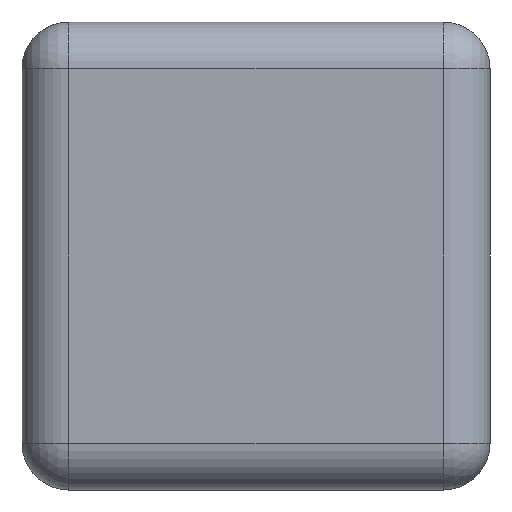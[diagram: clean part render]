
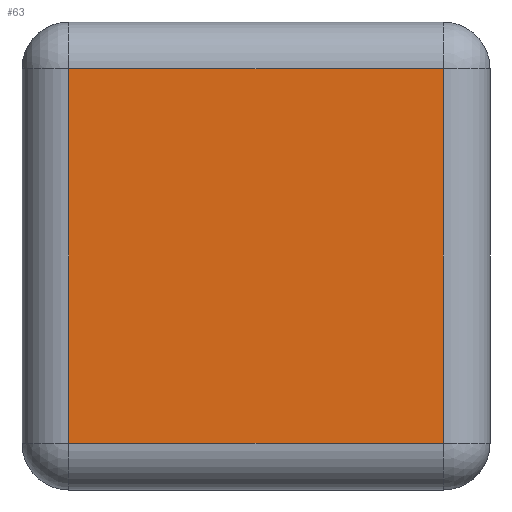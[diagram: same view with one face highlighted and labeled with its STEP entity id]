
A CAD part, front view. The second image highlights one B-rep face of the part: STEP entity #63.
In plain terms, the highlighted planar face has unit normal (0, -1, 0).
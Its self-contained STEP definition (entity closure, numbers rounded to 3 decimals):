
#63=ADVANCED_FACE('',(#193),#195,.T.);
#193=FACE_BOUND('',#194,.T.);
#194=EDGE_LOOP('',(#342,#343,#344,#345));
#195=PLANE('',#196);
#196=AXIS2_PLACEMENT_3D('',#197,#198,#199);
#197=CARTESIAN_POINT('',(-5.,-15.,0.));
#198=DIRECTION('',(0.,-1.,0.));
#199=DIRECTION('',(1.,0.,0.));
#342=ORIENTED_EDGE('',*,*,#428,.T.);
#343=ORIENTED_EDGE('',*,*,#423,.F.);
#344=ORIENTED_EDGE('',*,*,#429,.F.);
#345=ORIENTED_EDGE('',*,*,#404,.T.);
#404=EDGE_CURVE('',#471,#469,#472,.T.);
#423=EDGE_CURVE('',#501,#499,#503,.T.);
#428=EDGE_CURVE('',#469,#499,#508,.T.);
#429=EDGE_CURVE('',#471,#501,#509,.T.);
#469=VERTEX_POINT('',#585);
#471=VERTEX_POINT('',#590);
#472=LINE('',#591,#592);
#499=VERTEX_POINT('',#663);
#501=VERTEX_POINT('',#668);
#503=LINE('',#673,#674);
#508=LINE('',#690,#691);
#509=LINE('',#693,#694);
#585=CARTESIAN_POINT('',(4.,-15.,1.));
#590=CARTESIAN_POINT('',(-4.,-15.,1.));
#591=CARTESIAN_POINT('',(-4.,-15.,1.));
#592=VECTOR('',#593,1.);
#593=DIRECTION('',(1.,0.,0.));
#663=CARTESIAN_POINT('',(4.,-15.,9.));
#668=CARTESIAN_POINT('',(-4.,-15.,9.));
#673=CARTESIAN_POINT('',(-4.,-15.,9.));
#674=VECTOR('',#675,1.);
#675=DIRECTION('',(1.,0.,0.));
#690=CARTESIAN_POINT('',(4.,-15.,1.));
#691=VECTOR('',#692,1.);
#692=DIRECTION('',(0.,0.,1.));
#693=CARTESIAN_POINT('',(-4.,-15.,1.));
#694=VECTOR('',#695,1.);
#695=DIRECTION('',(0.,0.,1.));
